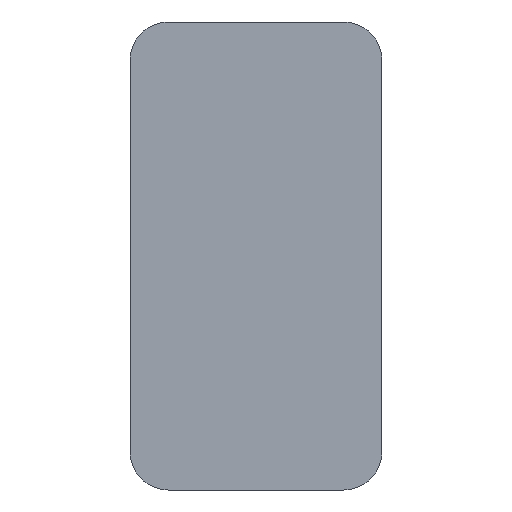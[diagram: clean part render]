
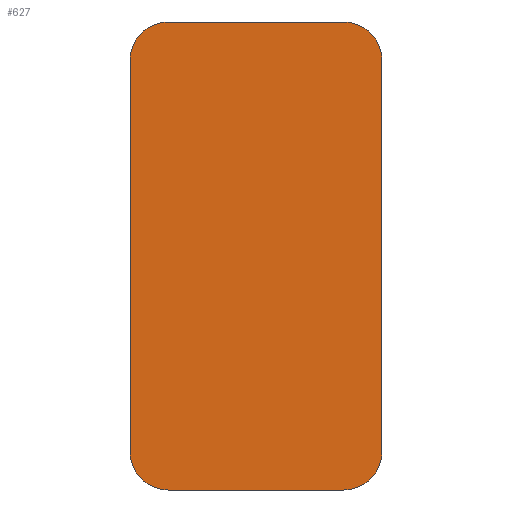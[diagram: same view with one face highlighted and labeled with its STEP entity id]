
A CAD part, top view. The second image highlights one B-rep face of the part: STEP entity #627.
In plain terms, the highlighted planar face has unit normal (0, 0, 1).
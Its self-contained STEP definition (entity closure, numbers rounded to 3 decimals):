
#43=PLANE('',#682);
#76=FACE_OUTER_BOUND('',#110,.T.);
#110=EDGE_LOOP('',(#581,#582,#583,#584,#585,#586,#587,#588));
#146=LINE('',#942,#214);
#150=LINE('',#954,#218);
#154=LINE('',#966,#222);
#158=LINE('',#978,#226);
#214=VECTOR('',#750,10.);
#218=VECTOR('',#762,10.);
#222=VECTOR('',#774,10.);
#226=VECTOR('',#786,10.);
#252=CIRCLE('',#647,4.8);
#254=CIRCLE('',#651,4.8);
#256=CIRCLE('',#655,4.8);
#258=CIRCLE('',#659,4.8);
#295=VERTEX_POINT('',#935);
#298=VERTEX_POINT('',#940);
#299=VERTEX_POINT('',#944);
#301=VERTEX_POINT('',#950);
#303=VERTEX_POINT('',#956);
#305=VERTEX_POINT('',#962);
#307=VERTEX_POINT('',#968);
#309=VERTEX_POINT('',#974);
#364=EDGE_CURVE('',#298,#295,#146,.T.);
#367=EDGE_CURVE('',#299,#295,#252,.T.);
#370=EDGE_CURVE('',#299,#301,#150,.T.);
#373=EDGE_CURVE('',#303,#301,#254,.T.);
#376=EDGE_CURVE('',#303,#305,#154,.T.);
#379=EDGE_CURVE('',#307,#305,#256,.T.);
#382=EDGE_CURVE('',#307,#309,#158,.T.);
#384=EDGE_CURVE('',#298,#309,#258,.T.);
#581=ORIENTED_EDGE('',*,*,#367,.T.);
#582=ORIENTED_EDGE('',*,*,#364,.F.);
#583=ORIENTED_EDGE('',*,*,#384,.T.);
#584=ORIENTED_EDGE('',*,*,#382,.F.);
#585=ORIENTED_EDGE('',*,*,#379,.T.);
#586=ORIENTED_EDGE('',*,*,#376,.F.);
#587=ORIENTED_EDGE('',*,*,#373,.T.);
#588=ORIENTED_EDGE('',*,*,#370,.F.);
#627=ADVANCED_FACE('',(#76),#43,.T.);
#647=AXIS2_PLACEMENT_3D('',#948,#756,#757);
#651=AXIS2_PLACEMENT_3D('',#960,#768,#769);
#655=AXIS2_PLACEMENT_3D('',#972,#780,#781);
#659=AXIS2_PLACEMENT_3D('',#981,#791,#792);
#682=AXIS2_PLACEMENT_3D('',#1038,#857,#858);
#750=DIRECTION('',(0.,1.,0.));
#756=DIRECTION('center_axis',(0.,0.,1.));
#757=DIRECTION('ref_axis',(0.,1.,0.));
#762=DIRECTION('',(1.,0.,0.));
#768=DIRECTION('center_axis',(0.,0.,1.));
#769=DIRECTION('ref_axis',(1.,0.,0.));
#774=DIRECTION('',(0.,-1.,0.));
#780=DIRECTION('center_axis',(0.,0.,1.));
#781=DIRECTION('ref_axis',(0.,-1.,0.));
#786=DIRECTION('',(-1.,0.,0.));
#791=DIRECTION('center_axis',(0.,0.,1.));
#792=DIRECTION('ref_axis',(-1.,0.,0.));
#857=DIRECTION('center_axis',(0.,0.,1.));
#858=DIRECTION('ref_axis',(-1.,0.,0.));
#935=CARTESIAN_POINT('',(357.179,-42.358,7.5));
#940=CARTESIAN_POINT('',(357.179,-91.294,7.5));
#942=CARTESIAN_POINT('',(357.179,-91.294,7.5));
#944=CARTESIAN_POINT('',(361.979,-37.558,7.5));
#948=CARTESIAN_POINT('Origin',(361.979,-42.358,7.5));
#950=CARTESIAN_POINT('',(383.886,-37.558,7.5));
#954=CARTESIAN_POINT('',(361.979,-37.558,7.5));
#956=CARTESIAN_POINT('',(388.686,-42.358,7.5));
#960=CARTESIAN_POINT('Origin',(383.886,-42.358,7.5));
#962=CARTESIAN_POINT('',(388.686,-91.294,7.5));
#966=CARTESIAN_POINT('',(388.686,-42.358,7.5));
#968=CARTESIAN_POINT('',(383.886,-96.094,7.5));
#972=CARTESIAN_POINT('Origin',(383.886,-91.294,7.5));
#974=CARTESIAN_POINT('',(361.979,-96.094,7.5));
#978=CARTESIAN_POINT('',(383.886,-96.094,7.5));
#981=CARTESIAN_POINT('Origin',(361.979,-91.294,7.5));
#1038=CARTESIAN_POINT('Origin',(372.932,-66.826,7.5));
